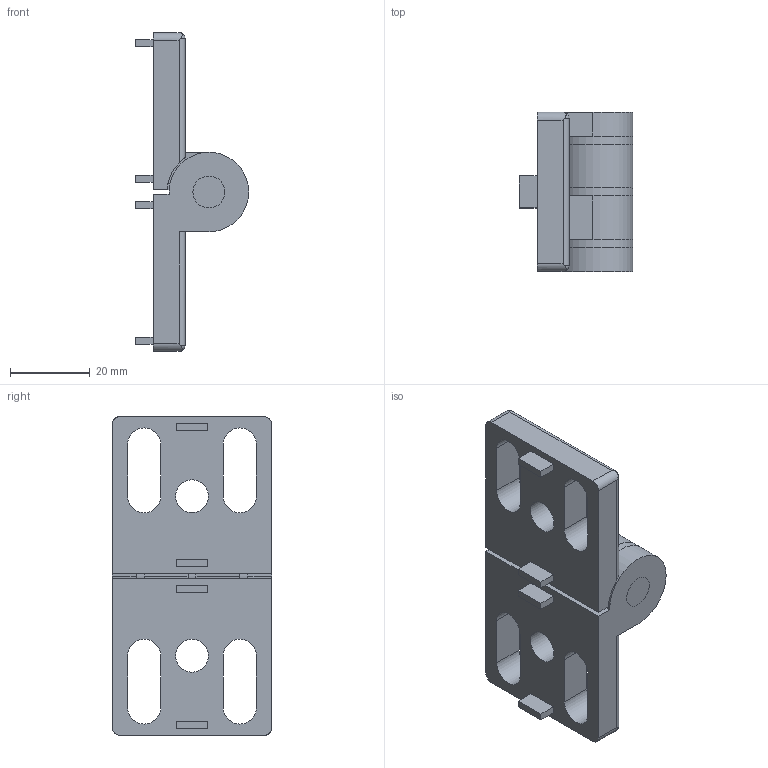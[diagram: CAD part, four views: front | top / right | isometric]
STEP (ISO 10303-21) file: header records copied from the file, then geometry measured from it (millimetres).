
FILE_DESCRIPTION(/* description */ (''),/* implementation_level */ '2;1');
FILE_NAME(/* name */ '140325',/* time_stamp */ '2014-10-06T11:01:41+02:00',/* author */ (''),/* organization */ (''),/* preprocessor_version */ 'ST-DEVELOPER v14',/* originating_system */ 'HiCAD 2013 1802.4 Build 509',/* authorisation */ '');
FILE_SCHEMA (('AUTOMOTIVE_DESIGN { 1 0 10303 214 1 1 1 1 }'));
Length unit declared in the file: millimetre
Products named in the file (8): Root; 140325Scharnier 40x80BOIKON
Assembly tree (7 placements, depth 3):
  Root
    140325Scharnier 40x80BOIKON
      (unnamed)
      (unnamed)
      (unnamed)
      (unnamed)
      (unnamed)
      (unnamed)
Bounding box: 28.5 x 40 x 80 mm (x, y, z)
Volume: 30193.5 mm3; surface area: 16991.6 mm2
Topology: 6 solids, 6 shells, 105 faces, 265 edges, 185 vertices
Faces by surface type: plane 62, cylinder 39, sphere 4
Full cylindrical faces by diameter (mm): 8 x8, 8.3 x2, 20 x3
Entity records: 6519 total; most frequent: CARTESIAN_POINT 1308, DIRECTION 546, PRESENTATION_STYLE_ASSIGNMENT 506, COLOUR_RGB 501, DRAUGHTING_PRE_DEFINED_CURVE_FONT 500, CURVE_STYLE 500, OVER_RIDING_STYLED_ITEM 500, ORIENTED_EDGE 500
